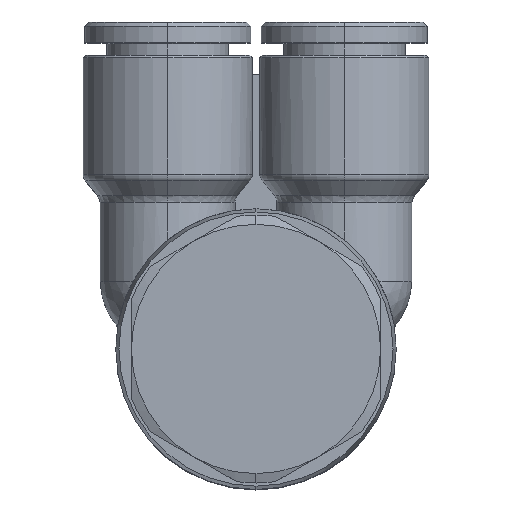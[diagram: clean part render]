
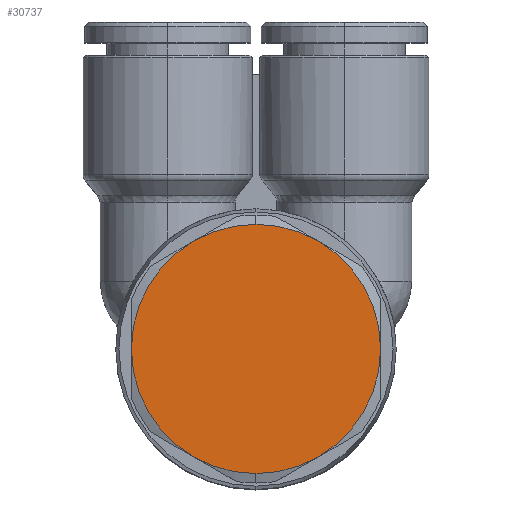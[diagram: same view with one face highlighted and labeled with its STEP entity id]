
A CAD part, top view. The second image highlights one B-rep face of the part: STEP entity #30737.
In plain terms, the highlighted planar face has unit normal (0, 0, 1).
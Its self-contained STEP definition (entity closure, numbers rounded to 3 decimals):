
#2130=CARTESIAN_POINT('',(-4.5,8.5,16.0));
#2131=VERTEX_POINT('',#2130);
#2139=CARTESIAN_POINT('',(-2.892,2.5,16.));
#2140=VERTEX_POINT('',#2139);
#2154=CARTESIAN_POINT('',(7.5,8.5,16.));
#2155=DIRECTION('',(0.0,0.0,1.0));
#2156=DIRECTION('',(-1.0,0.0,0.0));
#2157=AXIS2_PLACEMENT_3D('',#2154,#2155,#2156);
#2158=CIRCLE('',#2157,12.);
#2159=EDGE_CURVE('',#2131,#2140,#2158,.T.);
#2169=CARTESIAN_POINT('',(19.5,8.5,16.0));
#2170=VERTEX_POINT('',#2169);
#2177=CARTESIAN_POINT('',(17.892,2.5,16.));
#2178=VERTEX_POINT('',#2177);
#2179=CARTESIAN_POINT('',(7.5,8.5,16.));
#2180=DIRECTION('',(0.0,0.0,1.0));
#2181=DIRECTION('',(-1.0,0.0,0.0));
#2182=AXIS2_PLACEMENT_3D('',#2179,#2180,#2181);
#2183=CIRCLE('',#2182,12.);
#2184=EDGE_CURVE('',#2178,#2170,#2183,.T.);
#30067=CARTESIAN_POINT('',(7.5,-3.5,16.));
#30068=VERTEX_POINT('',#30067);
#30104=CARTESIAN_POINT('',(7.5,8.5,16.));
#30105=DIRECTION('',(0.0,0.0,1.0));
#30106=DIRECTION('',(-1.0,0.0,0.0));
#30107=AXIS2_PLACEMENT_3D('',#30104,#30105,#30106);
#30108=CIRCLE('',#30107,12.);
#30109=EDGE_CURVE('',#30068,#2178,#30108,.T.);
#30156=CARTESIAN_POINT('',(7.5,8.5,16.));
#30157=DIRECTION('',(0.0,0.0,1.0));
#30158=DIRECTION('',(-1.0,0.0,0.0));
#30159=AXIS2_PLACEMENT_3D('',#30156,#30157,#30158);
#30160=CIRCLE('',#30159,12.);
#30161=EDGE_CURVE('',#2140,#30068,#30160,.T.);
#30181=CARTESIAN_POINT('',(17.892,14.5,16.));
#30182=VERTEX_POINT('',#30181);
#30196=CARTESIAN_POINT('',(7.5,8.5,16.));
#30197=DIRECTION('',(0.0,0.0,1.0));
#30198=DIRECTION('',(-1.0,0.0,0.0));
#30199=AXIS2_PLACEMENT_3D('',#30196,#30197,#30198);
#30200=CIRCLE('',#30199,12.);
#30201=EDGE_CURVE('',#2170,#30182,#30200,.T.);
#30235=CARTESIAN_POINT('',(7.5,20.5,16.));
#30236=VERTEX_POINT('',#30235);
#30250=CARTESIAN_POINT('',(7.5,8.5,16.));
#30251=DIRECTION('',(0.0,0.0,1.0));
#30252=DIRECTION('',(-1.0,0.0,0.0));
#30253=AXIS2_PLACEMENT_3D('',#30250,#30251,#30252);
#30254=CIRCLE('',#30253,12.);
#30255=EDGE_CURVE('',#30182,#30236,#30254,.T.);
#30265=CARTESIAN_POINT('',(-2.892,14.5,16.));
#30266=VERTEX_POINT('',#30265);
#30282=CARTESIAN_POINT('',(7.5,8.5,16.));
#30283=DIRECTION('',(0.0,0.0,1.0));
#30284=DIRECTION('',(-1.0,0.0,0.0));
#30285=AXIS2_PLACEMENT_3D('',#30282,#30283,#30284);
#30286=CIRCLE('',#30285,12.);
#30287=EDGE_CURVE('',#30236,#30266,#30286,.T.);
#30320=CARTESIAN_POINT('',(7.5,8.5,16.));
#30321=DIRECTION('',(0.0,0.0,1.0));
#30322=DIRECTION('',(-1.0,0.0,0.0));
#30323=AXIS2_PLACEMENT_3D('',#30320,#30321,#30322);
#30324=CIRCLE('',#30323,12.);
#30325=EDGE_CURVE('',#30266,#2131,#30324,.T.);
#30722=CARTESIAN_POINT('',(2.05,8.5,16.));
#30723=DIRECTION('',(0.0,0.0,1.0));
#30724=DIRECTION('',(-1.0,0.0,0.0));
#30725=AXIS2_PLACEMENT_3D('',#30722,#30723,#30724);
#30726=PLANE('',#30725);
#30727=ORIENTED_EDGE('',*,*,#2184,.T.);
#30728=ORIENTED_EDGE('',*,*,#30201,.T.);
#30729=ORIENTED_EDGE('',*,*,#30255,.T.);
#30730=ORIENTED_EDGE('',*,*,#30287,.T.);
#30731=ORIENTED_EDGE('',*,*,#30325,.T.);
#30732=ORIENTED_EDGE('',*,*,#2159,.T.);
#30733=ORIENTED_EDGE('',*,*,#30161,.T.);
#30734=ORIENTED_EDGE('',*,*,#30109,.T.);
#30735=EDGE_LOOP('',(#30727,#30728,#30729,#30730,#30731,#30732,#30733,#30734));
#30736=FACE_OUTER_BOUND('',#30735,.T.);
#30737=ADVANCED_FACE('',(#30736),#30726,.T.);
